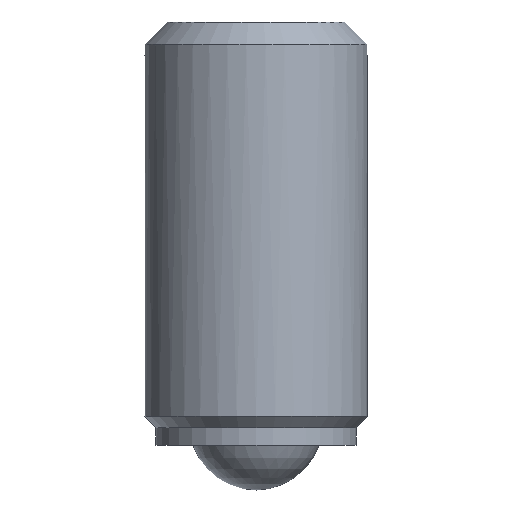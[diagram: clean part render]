
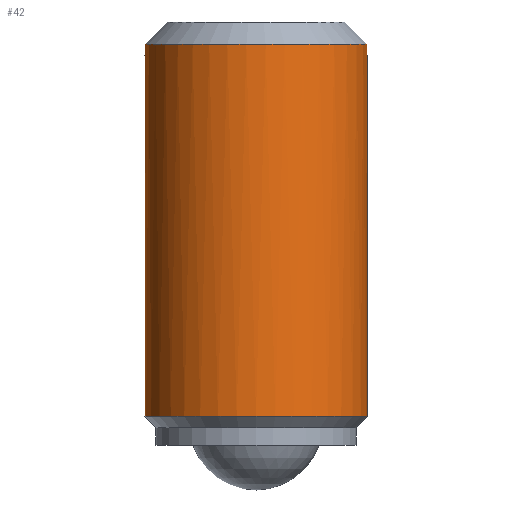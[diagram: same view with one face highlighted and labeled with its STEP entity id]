
A CAD part, left-side view. The second image highlights one B-rep face of the part: STEP entity #42.
In plain terms, the highlighted cylindrical face has radius 5 mm (diameter 10 mm), a full revolution.
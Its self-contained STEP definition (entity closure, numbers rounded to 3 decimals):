
#42 = ADVANCED_FACE( '', ( #86, #87 ), #88, .T. );
#86 = FACE_OUTER_BOUND( '', #133, .T. );
#87 = FACE_OUTER_BOUND( '', #134, .T. );
#88 = CYLINDRICAL_SURFACE( '', #135, 5. );
#133 = EDGE_LOOP( '', ( #185 ) );
#134 = EDGE_LOOP( '', ( #186, #187, #188, #189, #190, #191, #192, #193 ) );
#135 = AXIS2_PLACEMENT_3D( '', #194, #195, #196 );
#185 = ORIENTED_EDGE( '', *, *, #267, .T. );
#186 = ORIENTED_EDGE( '', *, *, #268, .T. );
#187 = ORIENTED_EDGE( '', *, *, #264, .T. );
#188 = ORIENTED_EDGE( '', *, *, #269, .T. );
#189 = ORIENTED_EDGE( '', *, *, #270, .T. );
#190 = ORIENTED_EDGE( '', *, *, #271, .T. );
#191 = ORIENTED_EDGE( '', *, *, #272, .T. );
#192 = ORIENTED_EDGE( '', *, *, #273, .T. );
#193 = ORIENTED_EDGE( '', *, *, #274, .T. );
#194 = CARTESIAN_POINT( '', ( 0., 0., 57.15 ) );
#195 = DIRECTION( '', ( 0., 0., -1. ) );
#196 = DIRECTION( '', ( 1., 0., 0. ) );
#264 = EDGE_CURVE( '', #303, #301, #304, .F. );
#267 = EDGE_CURVE( '', #307, #307, #308, .T. );
#268 = EDGE_CURVE( '', #309, #303, #310, .T. );
#269 = EDGE_CURVE( '', #301, #311, #312, .F. );
#270 = EDGE_CURVE( '', #311, #313, #314, .F. );
#271 = EDGE_CURVE( '', #313, #315, #316, .T. );
#272 = EDGE_CURVE( '', #315, #317, #318, .F. );
#273 = EDGE_CURVE( '', #317, #319, #320, .F. );
#274 = EDGE_CURVE( '', #319, #309, #321, .F. );
#301 = VERTEX_POINT( '', #353 );
#303 = VERTEX_POINT( '', #358 );
#304 = CIRCLE( '', #359, 5. );
#307 = VERTEX_POINT( '', #365 );
#308 = CIRCLE( '', #366, 5. );
#309 = VERTEX_POINT( '', #367 );
#310 = LINE( '', #368, #369 );
#311 = VERTEX_POINT( '', #370 );
#312 = LINE( '', #371, #372 );
#313 = VERTEX_POINT( '', #373 );
#314 = CIRCLE( '', #374, 5. );
#315 = VERTEX_POINT( '', #375 );
#316 = LINE( '', #376, #377 );
#317 = VERTEX_POINT( '', #378 );
#318 = CIRCLE( '', #379, 5. );
#319 = VERTEX_POINT( '', #380 );
#320 = LINE( '', #381, #382 );
#321 = CIRCLE( '', #383, 5. );
#353 = CARTESIAN_POINT( '', ( -0.5, 4.975, 20. ) );
#358 = CARTESIAN_POINT( '', ( -0.5, -4.975, 20. ) );
#359 = AXIS2_PLACEMENT_3D( '', #418, #419, #420 );
#365 = CARTESIAN_POINT( '', ( 5., 0., 3.3 ) );
#366 = AXIS2_PLACEMENT_3D( '', #421, #422, #423 );
#367 = CARTESIAN_POINT( '', ( -0.5, -4.975, 19.5 ) );
#368 = CARTESIAN_POINT( '', ( -0.5, -4.975, 57.15 ) );
#369 = VECTOR( '', #424, 1000. );
#370 = CARTESIAN_POINT( '', ( -0.5, 4.975, 19.5 ) );
#371 = CARTESIAN_POINT( '', ( -0.5, 4.975, 57.15 ) );
#372 = VECTOR( '', #425, 1000. );
#373 = CARTESIAN_POINT( '', ( 0.5, 4.975, 19.5 ) );
#374 = AXIS2_PLACEMENT_3D( '', #426, #427, #428 );
#375 = CARTESIAN_POINT( '', ( 0.5, 4.975, 20. ) );
#376 = CARTESIAN_POINT( '', ( 0.5, 4.975, 57.15 ) );
#377 = VECTOR( '', #429, 1000. );
#378 = CARTESIAN_POINT( '', ( 0.5, -4.975, 20. ) );
#379 = AXIS2_PLACEMENT_3D( '', #430, #431, #432 );
#380 = CARTESIAN_POINT( '', ( 0.5, -4.975, 19.5 ) );
#381 = CARTESIAN_POINT( '', ( 0.5, -4.975, 57.15 ) );
#382 = VECTOR( '', #433, 1000. );
#383 = AXIS2_PLACEMENT_3D( '', #434, #435, #436 );
#418 = CARTESIAN_POINT( '', ( 0., 0., 20. ) );
#419 = DIRECTION( '', ( 0., 0., 1. ) );
#420 = DIRECTION( '', ( 1., 0., 0. ) );
#421 = CARTESIAN_POINT( '', ( 0., 0., 3.3 ) );
#422 = DIRECTION( '', ( 0., 0., 1. ) );
#423 = DIRECTION( '', ( 1., 0., 0. ) );
#424 = DIRECTION( '', ( 0., 0., 1. ) );
#425 = DIRECTION( '', ( 0., 0., 1. ) );
#426 = CARTESIAN_POINT( '', ( 0., 0., 19.5 ) );
#427 = DIRECTION( '', ( 0., 0., 1. ) );
#428 = DIRECTION( '', ( 1., 0., 0. ) );
#429 = DIRECTION( '', ( 0., 0., 1. ) );
#430 = CARTESIAN_POINT( '', ( 0., 0., 20. ) );
#431 = DIRECTION( '', ( 0., 0., 1. ) );
#432 = DIRECTION( '', ( 1., 0., 0. ) );
#433 = DIRECTION( '', ( 0., 0., 1. ) );
#434 = CARTESIAN_POINT( '', ( 0., 0., 19.5 ) );
#435 = DIRECTION( '', ( 0., 0., 1. ) );
#436 = DIRECTION( '', ( 1., 0., 0. ) );
